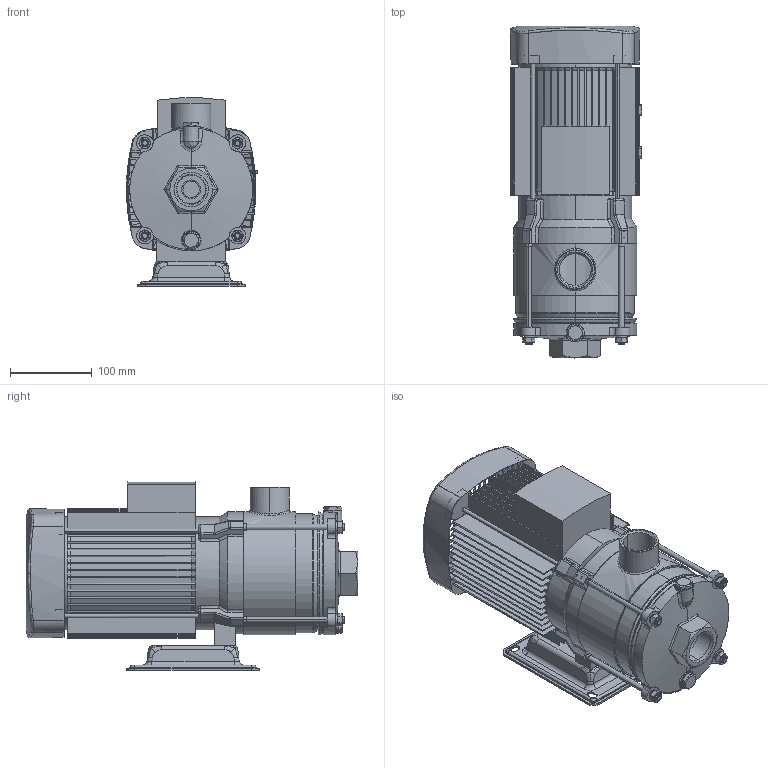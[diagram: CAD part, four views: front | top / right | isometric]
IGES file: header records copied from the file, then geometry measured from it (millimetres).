
Global section: file name: 015P2366 (RMHI 12-2R); native system: AutoCAD 2019 — Русский (Russian),62HAutod; preprocessor: esk Translation Framework DWG producer (atf_dwg_producer); organization: unknown; date: 20240415.165505; units: millimetre
Bounding box: 160 x 405 x 229.65 mm (x, y, z)
Volume: 4101112.1 mm3; surface area: 839035.3 mm2
Topology: 29 solids, 29 shells, 2094 faces, 5918 edges, 3934 vertices
Faces by surface type: bspline 2046, revolution 48
